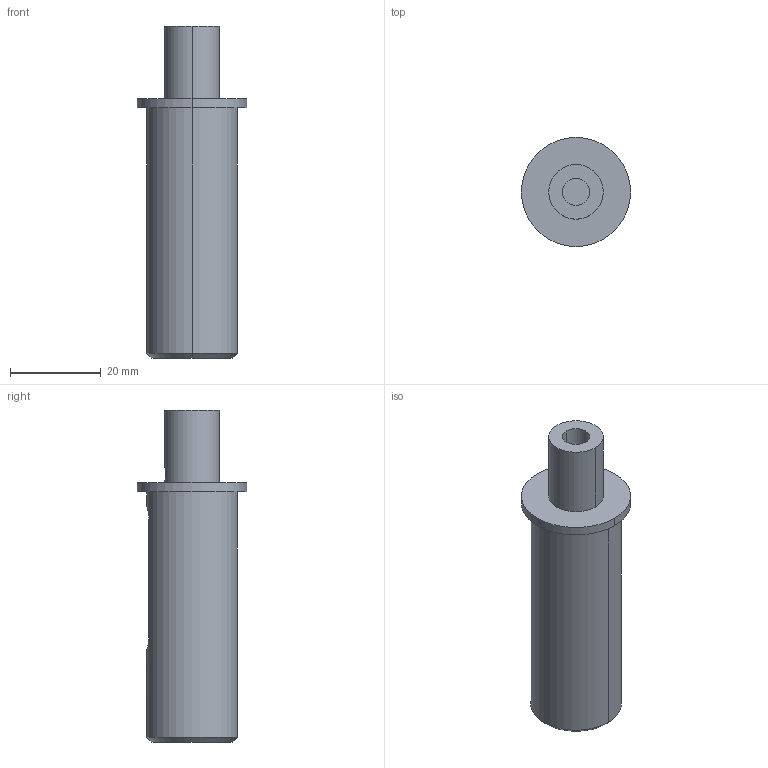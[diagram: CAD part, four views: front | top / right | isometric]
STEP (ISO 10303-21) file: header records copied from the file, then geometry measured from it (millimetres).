
FILE_DESCRIPTION (( 'STEP AP214' ), '1' );
FILE_NAME ('UTCrawlV1-USI-010-moyeu-roue.STEP', '2019-10-04T08:40:13', ( '' ), ( '' ), 'SwSTEP 2.0', 'SolidWorks 2018', '' );
FILE_SCHEMA (( 'AUTOMOTIVE_DESIGN' ));
Length unit declared in the file: millimetre
Products named in the file (1): UTCrawlV1-USI-010-moyeu-roue
Bounding box: 24 x 24 x 73 mm (x, y, z)
Volume: 15443.7 mm3; surface area: 6776.1 mm2
Topology: 1 solids, 1 shells, 26 faces, 59 edges, 37 vertices
Faces by surface type: cylinder 15, plane 9, cone 2
Entity records: 946 total; most frequent: CARTESIAN_POINT 293, DIRECTION 130, ORIENTED_EDGE 118, EDGE_CURVE 59, AXIS2_PLACEMENT_3D 52, VERTEX_POINT 37, EDGE_LOOP 30, LINE 26
